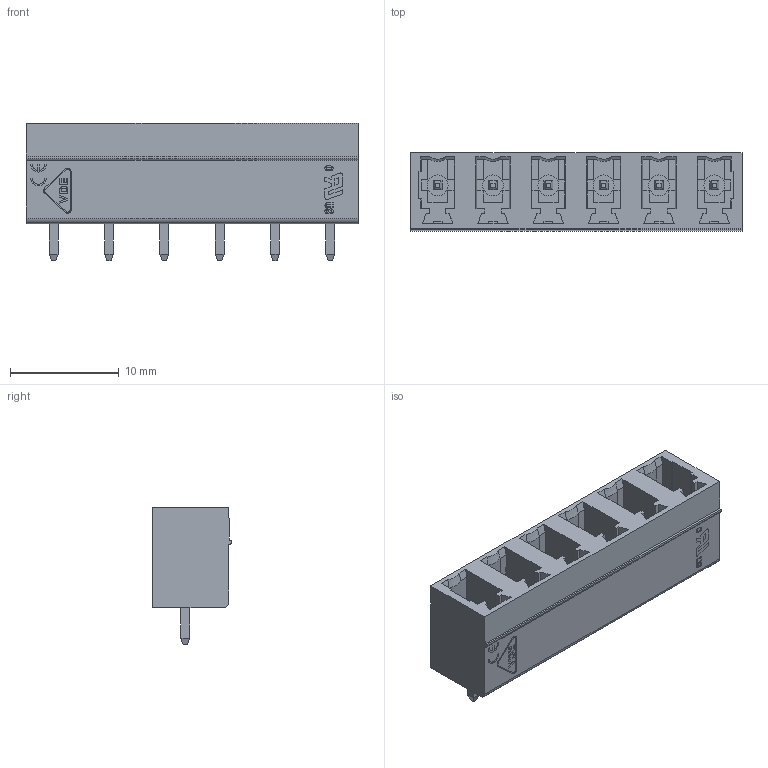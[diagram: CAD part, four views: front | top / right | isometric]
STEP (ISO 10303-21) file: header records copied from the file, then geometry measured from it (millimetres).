
FILE_DESCRIPTION (( 'STEP AP214' ), '1' );
FILE_NAME ('User Library-15EDGVC-5.08-06P-1Y-00A(H).STEP', '2021-03-14T14:50:42', ( '' ), ( '' ), 'SwSTEP 2.0', 'SolidWorks 2020', '' );
FILE_SCHEMA (( 'AUTOMOTIVE_DESIGN' ));
Length unit declared in the file: millimetre
Products named in the file (1): User Library-15EDGVC-5.08-06P-1Y-00A(H)
Bounding box: 30.48 x 7.24 x 12.6 mm (x, y, z)
Volume: 1195.9 mm3; surface area: 2540.5 mm2
Topology: 7 solids, 7 shells, 832 faces, 2222 edges, 1453 vertices
Faces by surface type: plane 661, bspline 119, cylinder 46, cone 6
Entity records: 26718 total; most frequent: CARTESIAN_POINT 6319, ORIENTED_EDGE 4444, DIRECTION 3498, EDGE_CURVE 2222, LINE 1874, VECTOR 1874, VERTEX_POINT 1453, EDGE_LOOP 893
